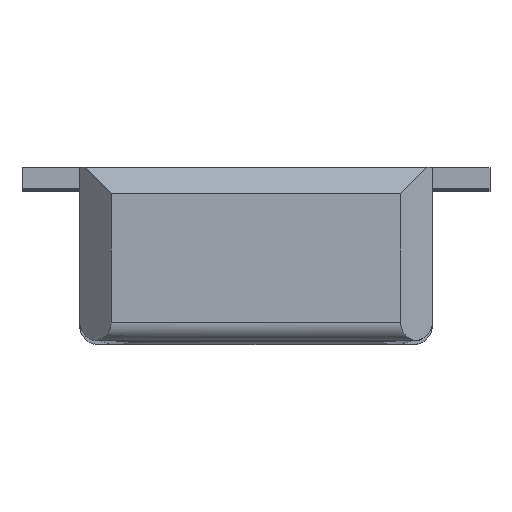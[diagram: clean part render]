
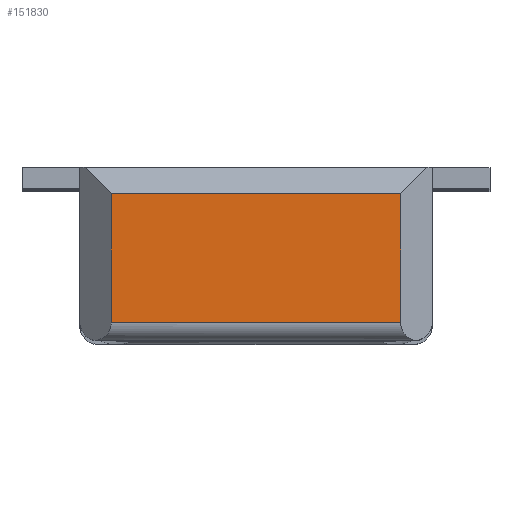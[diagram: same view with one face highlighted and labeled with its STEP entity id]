
A CAD part, top view. The second image highlights one B-rep face of the part: STEP entity #151830.
In plain terms, the highlighted planar face has unit normal (0, 0, 1).
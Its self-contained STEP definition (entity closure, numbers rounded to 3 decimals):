
#151290=CARTESIAN_POINT('',(20.664,-1.145,
3.11));
#151300=VERTEX_POINT('',#151290);
#151330=CARTESIAN_POINT('',(21.054,-1.145,
3.11));
#151340=DIRECTION('',(-1.,0.,0.));
#151350=VECTOR('',#151340,1.);
#151360=LINE('',#151330,#151350);
#151370=CARTESIAN_POINT('',(21.764,-1.145,
3.11));
#151380=VERTEX_POINT('',#151370);
#151390=EDGE_CURVE('',#151380,#151300,#151360,.T.);
#151530=CARTESIAN_POINT('',(21.764,-0.725,
3.11));
#151540=DIRECTION('',(0.,0.,1.));
#151550=DIRECTION('',(0.,-1.,0.));
#151560=AXIS2_PLACEMENT_3D('',#151530,#151540,#151550);
#151570=PLANE('',#151560);
#151580=CARTESIAN_POINT('',(20.664,-0.557,
3.11));
#151590=DIRECTION('',(0.,1.,0.));
#151600=VECTOR('',#151590,1.);
#151610=LINE('',#151580,#151600);
#151620=CARTESIAN_POINT('',(20.664,-0.655,
3.11));
#151630=VERTEX_POINT('',#151620);
#151640=EDGE_CURVE('',#151300,#151630,#151610,.T.);
#151650=ORIENTED_EDGE('',*,*,#151640,.F.);
#151660=CARTESIAN_POINT('',(21.214,-0.655,
3.11));
#151670=DIRECTION('',(-1.,0.,0.));
#151680=VECTOR('',#151670,1.);
#151690=LINE('',#151660,#151680);
#151700=CARTESIAN_POINT('',(21.764,-0.655,
3.11));
#151710=VERTEX_POINT('',#151700);
#151720=EDGE_CURVE('',#151710,#151630,#151690,.T.);
#151730=ORIENTED_EDGE('',*,*,#151720,.T.);
#151740=CARTESIAN_POINT('',(21.764,-0.557,
3.11));
#151750=DIRECTION('',(0.,1.,0.));
#151760=VECTOR('',#151750,1.);
#151770=LINE('',#151740,#151760);
#151780=EDGE_CURVE('',#151380,#151710,#151770,.T.);
#151790=ORIENTED_EDGE('',*,*,#151780,.T.);
#151800=ORIENTED_EDGE('',*,*,#151390,.F.);
#151810=EDGE_LOOP('',(#151800,#151790,#151730,#151650));
#151820=FACE_OUTER_BOUND('',#151810,.T.);
#151830=ADVANCED_FACE('',(#151820),#151570,.T.);
